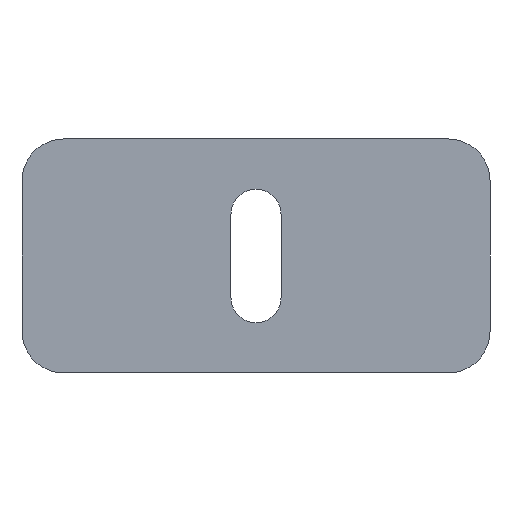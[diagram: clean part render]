
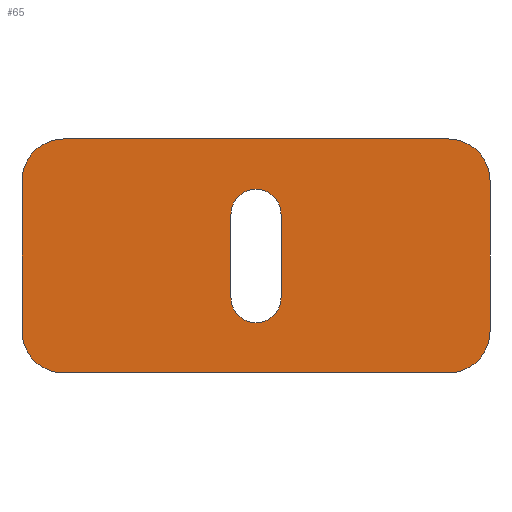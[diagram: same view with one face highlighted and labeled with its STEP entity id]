
A CAD part, left-side view. The second image highlights one B-rep face of the part: STEP entity #65.
In plain terms, the highlighted planar face has unit normal (-1, 0, 0).
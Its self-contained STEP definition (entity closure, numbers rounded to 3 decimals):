
#36=FACE_BOUND('',#100,.T.);
#37=FACE_BOUND('',#101,.T.);
#44=CIRCLE('',#288,5.);
#46=CIRCLE('',#292,5.);
#48=CIRCLE('',#296,5.);
#50=CIRCLE('',#300,5.);
#54=CIRCLE('',#306,3.);
#55=CIRCLE('',#307,3.);
#65=ADVANCED_FACE('',(#36,#37),#75,.F.);
#75=PLANE('',#308);
#100=EDGE_LOOP('',(#150,#151,#152,#153));
#101=EDGE_LOOP('',(#154,#155,#156,#157,#158,#159,#160,#161));
#150=ORIENTED_EDGE('',*,*,#230,.T.);
#151=ORIENTED_EDGE('',*,*,#231,.T.);
#152=ORIENTED_EDGE('',*,*,#232,.T.);
#153=ORIENTED_EDGE('',*,*,#233,.T.);
#154=ORIENTED_EDGE('',*,*,#202,.F.);
#155=ORIENTED_EDGE('',*,*,#224,.F.);
#156=ORIENTED_EDGE('',*,*,#221,.F.);
#157=ORIENTED_EDGE('',*,*,#218,.F.);
#158=ORIENTED_EDGE('',*,*,#215,.F.);
#159=ORIENTED_EDGE('',*,*,#212,.F.);
#160=ORIENTED_EDGE('',*,*,#209,.F.);
#161=ORIENTED_EDGE('',*,*,#206,.F.);
#178=VERTEX_POINT('',#393);
#179=VERTEX_POINT('',#394);
#182=VERTEX_POINT('',#402);
#184=VERTEX_POINT('',#408);
#186=VERTEX_POINT('',#414);
#188=VERTEX_POINT('',#420);
#190=VERTEX_POINT('',#426);
#192=VERTEX_POINT('',#432);
#198=VERTEX_POINT('',#450);
#199=VERTEX_POINT('',#451);
#200=VERTEX_POINT('',#453);
#201=VERTEX_POINT('',#455);
#202=EDGE_CURVE('',#178,#179,#238,.T.);
#206=EDGE_CURVE('',#179,#182,#44,.T.);
#209=EDGE_CURVE('',#182,#184,#243,.T.);
#212=EDGE_CURVE('',#184,#186,#46,.T.);
#215=EDGE_CURVE('',#186,#188,#247,.T.);
#218=EDGE_CURVE('',#188,#190,#48,.T.);
#221=EDGE_CURVE('',#190,#192,#251,.T.);
#224=EDGE_CURVE('',#192,#178,#50,.T.);
#230=EDGE_CURVE('',#198,#199,#54,.T.);
#231=EDGE_CURVE('',#199,#200,#256,.T.);
#232=EDGE_CURVE('',#200,#201,#55,.T.);
#233=EDGE_CURVE('',#201,#198,#257,.T.);
#238=LINE('',#392,#262);
#243=LINE('',#407,#267);
#247=LINE('',#419,#271);
#251=LINE('',#431,#275);
#256=LINE('',#452,#280);
#257=LINE('',#456,#281);
#262=VECTOR('',#315,1.);
#267=VECTOR('',#328,1.);
#271=VECTOR('',#340,1.);
#275=VECTOR('',#352,1.);
#280=VECTOR('',#373,1.);
#281=VECTOR('',#376,1.);
#288=AXIS2_PLACEMENT_3D('',#401,#321,#322);
#292=AXIS2_PLACEMENT_3D('',#413,#333,#334);
#296=AXIS2_PLACEMENT_3D('',#425,#345,#346);
#300=AXIS2_PLACEMENT_3D('',#437,#357,#358);
#306=AXIS2_PLACEMENT_3D('',#449,#371,#372);
#307=AXIS2_PLACEMENT_3D('',#454,#374,#375);
#308=AXIS2_PLACEMENT_3D('',#457,#377,#378);
#315=DIRECTION('',(0.,0.,-1.));
#321=DIRECTION('',(1.,0.,0.));
#322=DIRECTION('',(0.,0.,1.));
#328=DIRECTION('',(0.,1.,0.));
#333=DIRECTION('',(1.,0.,0.));
#334=DIRECTION('',(0.,0.,1.));
#340=DIRECTION('',(0.,0.,1.));
#345=DIRECTION('',(1.,0.,0.));
#346=DIRECTION('',(0.,0.,1.));
#352=DIRECTION('',(0.,-1.,0.));
#357=DIRECTION('',(1.,0.,0.));
#358=DIRECTION('',(0.,0.,1.));
#371=DIRECTION('',(1.,0.,0.));
#372=DIRECTION('',(0.,0.,-1.));
#373=DIRECTION('',(0.,0.,-1.));
#374=DIRECTION('',(1.,0.,0.));
#375=DIRECTION('',(0.,0.,-1.));
#376=DIRECTION('',(0.,0.,1.));
#377=DIRECTION('',(1.,0.,0.));
#378=DIRECTION('',(0.,0.,-1.));
#392=CARTESIAN_POINT('',(-3806.,-695.532,1464.503));
#393=CARTESIAN_POINT('',(-3806.,-695.532,1470.503));
#394=CARTESIAN_POINT('',(-3806.,-695.532,1452.503));
#401=CARTESIAN_POINT('',(-3806.,-690.532,1452.503));
#402=CARTESIAN_POINT('',(-3806.,-690.532,1447.503));
#407=CARTESIAN_POINT('',(-3806.,-677.532,1447.503));
#408=CARTESIAN_POINT('',(-3806.,-644.532,1447.503));
#413=CARTESIAN_POINT('',(-3806.,-644.532,1452.503));
#414=CARTESIAN_POINT('',(-3806.,-639.532,1452.503));
#419=CARTESIAN_POINT('',(-3806.,-639.532,1458.503));
#420=CARTESIAN_POINT('',(-3806.,-639.532,1470.503));
#425=CARTESIAN_POINT('',(-3806.,-644.532,1470.503));
#426=CARTESIAN_POINT('',(-3806.,-644.532,1475.503));
#431=CARTESIAN_POINT('',(-3806.,-657.532,1475.503));
#432=CARTESIAN_POINT('',(-3806.,-690.532,1475.503));
#437=CARTESIAN_POINT('',(-3806.,-690.532,1470.503));
#449=CARTESIAN_POINT('',(-3806.,-667.532,1466.503));
#450=CARTESIAN_POINT('',(-3806.,-664.532,1466.503));
#451=CARTESIAN_POINT('',(-3806.,-670.532,1466.503));
#452=CARTESIAN_POINT('',(-3806.,-670.532,1458.503));
#453=CARTESIAN_POINT('',(-3806.,-670.532,1456.503));
#454=CARTESIAN_POINT('',(-3806.,-667.532,1456.503));
#455=CARTESIAN_POINT('',(-3806.,-664.532,1456.503));
#456=CARTESIAN_POINT('',(-3806.,-664.532,1458.503));
#457=CARTESIAN_POINT('',(-3806.,-677.532,1458.503));
